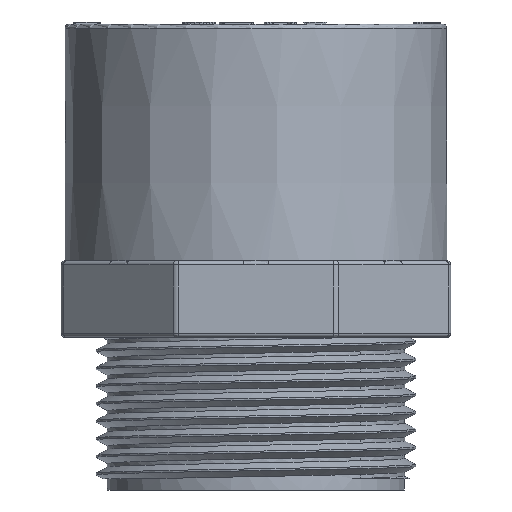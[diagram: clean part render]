
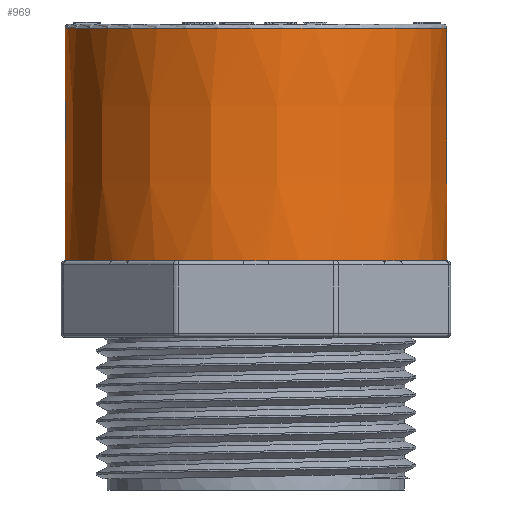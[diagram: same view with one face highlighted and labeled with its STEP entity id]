
A CAD part, left-side view. The second image highlights one B-rep face of the part: STEP entity #969.
In plain terms, the highlighted conical face has half-angle 0.092 degrees and reference radius 25.05 mm.
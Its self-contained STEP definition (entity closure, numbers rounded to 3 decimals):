
#54=CONICAL_SURFACE('',#14993,25.05,0.092);
#969=ADVANCED_FACE('',(#4181,#4182),#54,.T.);
#4066=CIRCLE('',#14932,25.05);
#4067=CIRCLE('',#14934,25.05);
#4068=CIRCLE('',#14935,25.05);
#4069=CIRCLE('',#14937,25.05);
#4070=CIRCLE('',#14938,25.05);
#4071=CIRCLE('',#14940,25.05);
#4072=CIRCLE('',#14941,25.05);
#4084=CIRCLE('',#14960,25.05);
#4087=CIRCLE('',#14963,25.05);
#4099=CIRCLE('',#14985,25.001);
#4100=CIRCLE('',#14986,25.05);
#4101=CIRCLE('',#14987,25.05);
#4102=CIRCLE('',#14988,25.05);
#4103=CIRCLE('',#14989,25.05);
#4104=CIRCLE('',#14990,25.05);
#4105=CIRCLE('',#14991,25.05);
#4106=CIRCLE('',#14992,25.05);
#4181=FACE_BOUND('',#4288,.T.);
#4182=FACE_BOUND('',#4289,.T.);
#4288=EDGE_LOOP('',(#5766));
#4289=EDGE_LOOP('',(#5767,#5768,#5769,#5770,#5771,#5772,#5773,#5774,#5775,
#5776,#5777,#5778,#5779,#5780,#5781,#5782));
#5766=ORIENTED_EDGE('',*,*,#11780,.T.);
#5767=ORIENTED_EDGE('',*,*,#11756,.T.);
#5768=ORIENTED_EDGE('',*,*,#11781,.T.);
#5769=ORIENTED_EDGE('',*,*,#11782,.T.);
#5770=ORIENTED_EDGE('',*,*,#11783,.T.);
#5771=ORIENTED_EDGE('',*,*,#11784,.T.);
#5772=ORIENTED_EDGE('',*,*,#11785,.T.);
#5773=ORIENTED_EDGE('',*,*,#11786,.T.);
#5774=ORIENTED_EDGE('',*,*,#11787,.T.);
#5775=ORIENTED_EDGE('',*,*,#11751,.T.);
#5776=ORIENTED_EDGE('',*,*,#11735,.T.);
#5777=ORIENTED_EDGE('',*,*,#11734,.T.);
#5778=ORIENTED_EDGE('',*,*,#11733,.T.);
#5779=ORIENTED_EDGE('',*,*,#11732,.T.);
#5780=ORIENTED_EDGE('',*,*,#11731,.T.);
#5781=ORIENTED_EDGE('',*,*,#11730,.T.);
#5782=ORIENTED_EDGE('',*,*,#11729,.T.);
#10161=VERTEX_POINT('',#21562);
#10168=VERTEX_POINT('',#21576);
#10171=VERTEX_POINT('',#21601);
#10176=VERTEX_POINT('',#21612);
#10179=VERTEX_POINT('',#21637);
#10184=VERTEX_POINT('',#21648);
#10196=VERTEX_POINT('',#21741);
#10197=VERTEX_POINT('',#21788);
#10201=VERTEX_POINT('',#21879);
#10204=VERTEX_POINT('',#21910);
#10220=VERTEX_POINT('',#23947);
#10221=VERTEX_POINT('',#23949);
#10222=VERTEX_POINT('',#23951);
#10223=VERTEX_POINT('',#23953);
#10224=VERTEX_POINT('',#23955);
#10225=VERTEX_POINT('',#23957);
#10226=VERTEX_POINT('',#23959);
#11729=EDGE_CURVE('',#10161,#10196,#4066,.T.);
#11730=EDGE_CURVE('',#10168,#10161,#4067,.T.);
#11731=EDGE_CURVE('',#10171,#10168,#4068,.T.);
#11732=EDGE_CURVE('',#10176,#10171,#4069,.T.);
#11733=EDGE_CURVE('',#10179,#10176,#4070,.T.);
#11734=EDGE_CURVE('',#10184,#10179,#4071,.T.);
#11735=EDGE_CURVE('',#10197,#10184,#4072,.T.);
#11751=EDGE_CURVE('',#10201,#10197,#4084,.T.);
#11756=EDGE_CURVE('',#10196,#10204,#4087,.T.);
#11780=EDGE_CURVE('',#10220,#10220,#4099,.T.);
#11781=EDGE_CURVE('',#10204,#10221,#4100,.T.);
#11782=EDGE_CURVE('',#10221,#10222,#4101,.T.);
#11783=EDGE_CURVE('',#10222,#10223,#4102,.T.);
#11784=EDGE_CURVE('',#10223,#10224,#4103,.T.);
#11785=EDGE_CURVE('',#10224,#10225,#4104,.T.);
#11786=EDGE_CURVE('',#10225,#10226,#4105,.T.);
#11787=EDGE_CURVE('',#10226,#10201,#4106,.T.);
#14932=AXIS2_PLACEMENT_3D('',#21742,#15931,#15932);
#14934=AXIS2_PLACEMENT_3D('',#21744,#15935,#15936);
#14935=AXIS2_PLACEMENT_3D('',#21757,#15937,#15938);
#14937=AXIS2_PLACEMENT_3D('',#21759,#15941,#15942);
#14938=AXIS2_PLACEMENT_3D('',#21772,#15943,#15944);
#14940=AXIS2_PLACEMENT_3D('',#21774,#15947,#15948);
#14941=AXIS2_PLACEMENT_3D('',#21787,#15949,#15950);
#14960=AXIS2_PLACEMENT_3D('',#21878,#15991,#15992);
#14963=AXIS2_PLACEMENT_3D('',#21911,#15997,#15998);
#14985=AXIS2_PLACEMENT_3D('',#23946,#16045,#16046);
#14986=AXIS2_PLACEMENT_3D('',#23948,#16047,#16048);
#14987=AXIS2_PLACEMENT_3D('',#23950,#16049,#16050);
#14988=AXIS2_PLACEMENT_3D('',#23952,#16051,#16052);
#14989=AXIS2_PLACEMENT_3D('',#23954,#16053,#16054);
#14990=AXIS2_PLACEMENT_3D('',#23956,#16055,#16056);
#14991=AXIS2_PLACEMENT_3D('',#23958,#16057,#16058);
#14992=AXIS2_PLACEMENT_3D('',#23960,#16059,#16060);
#14993=AXIS2_PLACEMENT_3D('',#23961,#16061,#16062);
#15931=DIRECTION('',(0.,0.,1.));
#15932=DIRECTION('',(0.,-1.,0.));
#15935=DIRECTION('',(0.,0.,1.));
#15936=DIRECTION('',(0.,-1.,0.));
#15937=DIRECTION('',(0.,0.,1.));
#15938=DIRECTION('',(0.,-1.,0.));
#15941=DIRECTION('',(0.,0.,1.));
#15942=DIRECTION('',(0.,-1.,0.));
#15943=DIRECTION('',(0.,0.,1.));
#15944=DIRECTION('',(0.,-1.,0.));
#15947=DIRECTION('',(0.,0.,1.));
#15948=DIRECTION('',(0.,-1.,0.));
#15949=DIRECTION('',(0.,0.,1.));
#15950=DIRECTION('',(0.,-1.,0.));
#15991=DIRECTION('',(0.,0.,1.));
#15992=DIRECTION('',(0.,-1.,0.));
#15997=DIRECTION('',(0.,0.,1.));
#15998=DIRECTION('',(0.,-1.,0.));
#16045=DIRECTION('',(0.,0.,-1.));
#16046=DIRECTION('',(0.,1.,0.));
#16047=DIRECTION('',(0.,0.,1.));
#16048=DIRECTION('',(0.,-1.,0.));
#16049=DIRECTION('',(0.,0.,1.));
#16050=DIRECTION('',(0.,-1.,0.));
#16051=DIRECTION('',(0.,0.,1.));
#16052=DIRECTION('',(0.,-1.,0.));
#16053=DIRECTION('',(0.,0.,1.));
#16054=DIRECTION('',(0.,-1.,0.));
#16055=DIRECTION('',(0.,0.,1.));
#16056=DIRECTION('',(0.,-1.,0.));
#16057=DIRECTION('',(0.,0.,1.));
#16058=DIRECTION('',(0.,-1.,0.));
#16059=DIRECTION('',(0.,0.,1.));
#16060=DIRECTION('',(0.,-1.,0.));
#16061=DIRECTION('',(0.,0.,-1.));
#16062=DIRECTION('',(0.,-1.,0.));
#21562=CARTESIAN_POINT('',(-73.796,440.059,14.504));
#21576=CARTESIAN_POINT('',(-71.559,442.296,14.504));
#21601=CARTESIAN_POINT('',(-56.582,448.5,14.504));
#21612=CARTESIAN_POINT('',(-53.418,448.5,14.504));
#21637=CARTESIAN_POINT('',(-38.441,442.296,14.504));
#21648=CARTESIAN_POINT('',(-36.204,440.059,14.504));
#21741=CARTESIAN_POINT('',(-80.,425.082,14.504));
#21742=CARTESIAN_POINT('',(-55.,423.5,14.504));
#21744=CARTESIAN_POINT('',(-55.,423.5,14.504));
#21757=CARTESIAN_POINT('',(-55.,423.5,14.504));
#21759=CARTESIAN_POINT('',(-55.,423.5,14.504));
#21772=CARTESIAN_POINT('',(-55.,423.5,14.504));
#21774=CARTESIAN_POINT('',(-55.,423.5,14.504));
#21787=CARTESIAN_POINT('',(-55.,423.5,14.504));
#21788=CARTESIAN_POINT('',(-30.,425.082,14.504));
#21878=CARTESIAN_POINT('',(-55.,423.5,14.504));
#21879=CARTESIAN_POINT('',(-30.,421.918,14.504));
#21910=CARTESIAN_POINT('',(-80.,421.918,14.504));
#21911=CARTESIAN_POINT('',(-55.,423.5,14.504));
#23946=CARTESIAN_POINT('',(-55.,423.5,45.005));
#23947=CARTESIAN_POINT('',(-55.,448.501,45.005));
#23948=CARTESIAN_POINT('',(-55.,423.5,14.504));
#23949=CARTESIAN_POINT('',(-73.796,406.941,14.504));
#23950=CARTESIAN_POINT('',(-55.,423.5,14.504));
#23951=CARTESIAN_POINT('',(-71.559,404.704,14.504));
#23952=CARTESIAN_POINT('',(-55.,423.5,14.504));
#23953=CARTESIAN_POINT('',(-56.582,398.5,14.504));
#23954=CARTESIAN_POINT('',(-55.,423.5,14.504));
#23955=CARTESIAN_POINT('',(-53.418,398.5,14.504));
#23956=CARTESIAN_POINT('',(-55.,423.5,14.504));
#23957=CARTESIAN_POINT('',(-38.441,404.704,14.504));
#23958=CARTESIAN_POINT('',(-55.,423.5,14.504));
#23959=CARTESIAN_POINT('',(-36.204,406.941,14.504));
#23960=CARTESIAN_POINT('',(-55.,423.5,14.504));
#23961=CARTESIAN_POINT('',(-55.,423.5,14.504));
